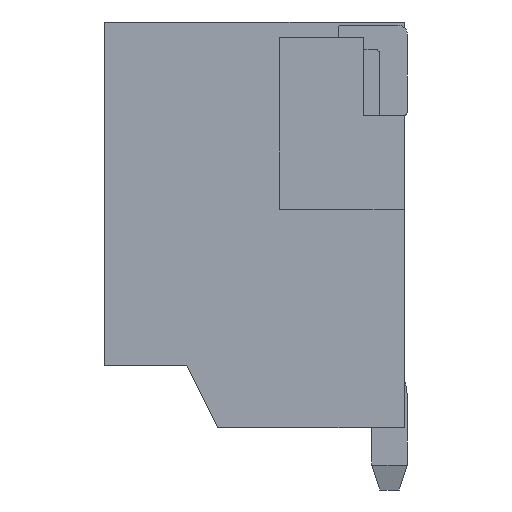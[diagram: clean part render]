
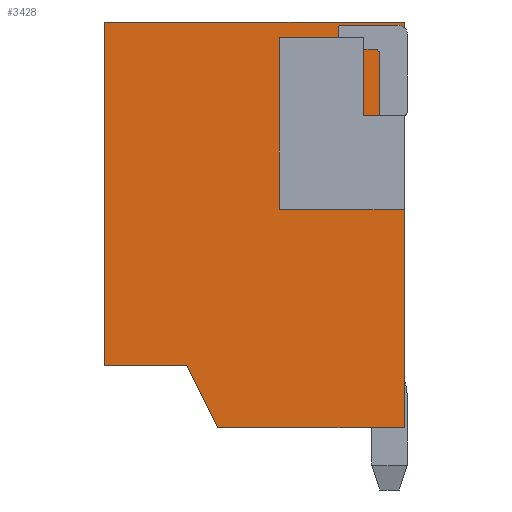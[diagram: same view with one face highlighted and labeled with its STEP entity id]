
A CAD part, left-side view. The second image highlights one B-rep face of the part: STEP entity #3428.
In plain terms, the highlighted planar face has unit normal (-1, 0, 0).
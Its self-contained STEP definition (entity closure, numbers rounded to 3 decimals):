
#937=DIRECTION('',(0.,0.,-1.));
#938=VECTOR('',#937,3.);
#939=CARTESIAN_POINT('',(-4.95,0.,0.));
#940=LINE('',#939,#938);
#941=DIRECTION('',(0.,1.,0.));
#942=VECTOR('',#941,1.3);
#943=CARTESIAN_POINT('',(-4.95,0.,-3.));
#944=LINE('',#943,#942);
#945=DIRECTION('',(0.,1.,0.));
#946=VECTOR('',#945,2.7);
#947=CARTESIAN_POINT('',(-4.95,1.3,-0.5));
#948=LINE('',#947,#946);
#949=DIRECTION('',(0.,1.,0.));
#950=VECTOR('',#949,5.98);
#951=CARTESIAN_POINT('',(-4.95,0.,-13.));
#952=LINE('',#951,#950);
#953=DIRECTION('',(0.,-0.444,-0.896));
#954=VECTOR('',#953,2.232);
#955=CARTESIAN_POINT('',(-4.95,6.97,-11.));
#956=LINE('',#955,#954);
#957=DIRECTION('',(0.,-1.,0.));
#958=VECTOR('',#957,2.63);
#959=CARTESIAN_POINT('',(-4.95,9.6,-11.));
#960=LINE('',#959,#958);
#961=DIRECTION('',(0.,0.,-1.));
#962=VECTOR('',#961,11.);
#963=CARTESIAN_POINT('',(-4.95,9.6,0.));
#964=LINE('',#963,#962);
#965=DIRECTION('',(0.,-1.,0.));
#966=VECTOR('',#965,9.6);
#967=CARTESIAN_POINT('',(-4.95,9.6,0.));
#968=LINE('',#967,#966);
#1005=DIRECTION('',(0.,0.,1.));
#1006=VECTOR('',#1005,7.);
#1007=CARTESIAN_POINT('',(-4.95,0.,-13.));
#1008=LINE('',#1007,#1006);
#1217=DIRECTION('',(0.,0.,1.));
#1218=VECTOR('',#1217,2.5);
#1219=CARTESIAN_POINT('',(-4.95,1.3,-3.));
#1220=LINE('',#1219,#1218);
#1393=DIRECTION('',(0.,1.,0.));
#1394=VECTOR('',#1393,4.);
#1395=CARTESIAN_POINT('',(-4.95,0.,-6.));
#1396=LINE('',#1395,#1394);
#1405=DIRECTION('',(0.,0.,-1.));
#1406=VECTOR('',#1405,5.5);
#1407=CARTESIAN_POINT('',(-4.95,4.,-0.5));
#1408=LINE('',#1407,#1406);
#1514=CARTESIAN_POINT('',(-4.95,9.6,0.));
#1516=VERTEX_POINT('',#1514);
#1523=CARTESIAN_POINT('',(-4.95,6.97,-11.));
#1524=CARTESIAN_POINT('',(-4.95,5.98,-13.));
#1525=VERTEX_POINT('',#1523);
#1526=VERTEX_POINT('',#1524);
#1527=CARTESIAN_POINT('',(-4.95,9.6,-11.));
#1528=VERTEX_POINT('',#1527);
#1577=CARTESIAN_POINT('',(-4.95,0.,-13.));
#1578=CARTESIAN_POINT('',(-4.95,0.,-6.));
#1579=VERTEX_POINT('',#1577);
#1580=VERTEX_POINT('',#1578);
#1599=CARTESIAN_POINT('',(-4.95,4.,-0.5));
#1601=VERTEX_POINT('',#1599);
#1603=CARTESIAN_POINT('',(-4.95,4.,-6.));
#1604=VERTEX_POINT('',#1603);
#1605=CARTESIAN_POINT('',(-4.95,0.,0.));
#1606=VERTEX_POINT('',#1605);
#1610=CARTESIAN_POINT('',(-4.95,0.,-3.));
#1612=VERTEX_POINT('',#1610);
#1625=CARTESIAN_POINT('',(-4.95,1.3,-0.5));
#1626=VERTEX_POINT('',#1625);
#1629=CARTESIAN_POINT('',(-4.95,1.3,-3.));
#1630=VERTEX_POINT('',#1629);
#3401=CARTESIAN_POINT('',(-4.95,9.6,0.));
#3402=DIRECTION('',(-1.,0.,0.));
#3403=DIRECTION('',(0.,-1.,0.));
#3404=AXIS2_PLACEMENT_3D('',#3401,#3402,#3403);
#3405=PLANE('',#3404);
#3407=ORIENTED_EDGE('',*,*,#3406,.T.);
#3409=ORIENTED_EDGE('',*,*,#3408,.T.);
#3411=ORIENTED_EDGE('',*,*,#3410,.T.);
#3413=ORIENTED_EDGE('',*,*,#3412,.T.);
#3415=ORIENTED_EDGE('',*,*,#3414,.T.);
#3417=ORIENTED_EDGE('',*,*,#3416,.F.);
#3419=ORIENTED_EDGE('',*,*,#3418,.F.);
#3420=ORIENTED_EDGE('',*,*,#3378,.T.);
#3421=ORIENTED_EDGE('',*,*,#3332,.F.);
#3422=ORIENTED_EDGE('',*,*,#3266,.F.);
#3424=ORIENTED_EDGE('',*,*,#3423,.F.);
#3425=ORIENTED_EDGE('',*,*,#2030,.T.);
#3426=EDGE_LOOP('',(#3407,#3409,#3411,#3413,#3415,#3417,#3419,#3420,#3421,#3422,
#3424,#3425));
#3427=FACE_OUTER_BOUND('',#3426,.F.);
#2030=EDGE_CURVE('',#1516,#1606,#968,.T.);
#3266=EDGE_CURVE('',#1528,#1525,#960,.T.);
#3332=EDGE_CURVE('',#1525,#1526,#956,.T.);
#3378=EDGE_CURVE('',#1579,#1526,#952,.T.);
#3406=EDGE_CURVE('',#1606,#1612,#940,.T.);
#3408=EDGE_CURVE('',#1612,#1630,#944,.T.);
#3410=EDGE_CURVE('',#1630,#1626,#1220,.T.);
#3412=EDGE_CURVE('',#1626,#1601,#948,.T.);
#3414=EDGE_CURVE('',#1601,#1604,#1408,.T.);
#3416=EDGE_CURVE('',#1580,#1604,#1396,.T.);
#3418=EDGE_CURVE('',#1579,#1580,#1008,.T.);
#3423=EDGE_CURVE('',#1516,#1528,#964,.T.);
#3428=ADVANCED_FACE('',(#3427),#3405,.T.);
